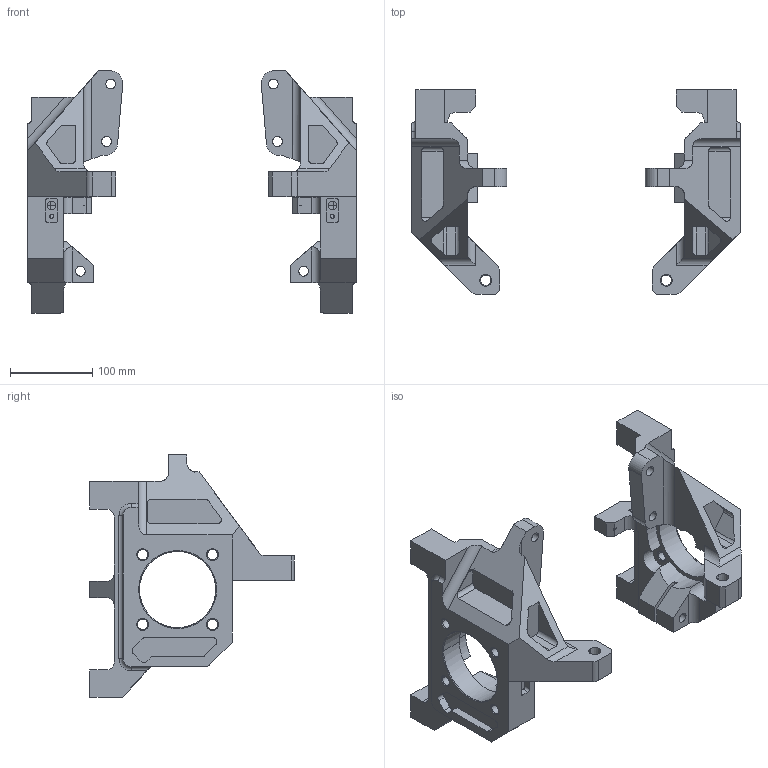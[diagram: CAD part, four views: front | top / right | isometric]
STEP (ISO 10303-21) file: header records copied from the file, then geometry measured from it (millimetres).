
FILE_DESCRIPTION(('CATIA V5 STEP','CAx-IF Rec.Pracs.--- Model Styling and Organization---1.4--- 2014-01-23','CAx-IF Rec.Pracs.--- Geometric and Assembly Validation Properties ---4.2---2014-10-09','CAx-IF Rec.Pracs.---3D Tessellated Data Validation Properties---0.5---2014-09-14'),'2;1');
FILE_NAME('PIVOTS_EVOGTR.stp','2021-03-15T08:53:36+00:00',('SAFRAN AIRCRAFT ENGINES'),('SAFRAN'),'CATIA Version 5-6 Release 2018 SP4 HF16','CATIA V5 STEP AP242','none');
FILE_SCHEMA(('AP242_MANAGED_MODEL_BASED_3D_ENGINEERING_MIM_LF {1 0 10303 442 1 1 4}'));
Length unit declared in the file: millimetre
Products named in the file (1): PIVOTS_EVOGTR
Bounding box: 400 x 249 x 295 mm (x, y, z)
Volume: 2737705.7 mm3; surface area: 343999.9 mm2
Topology: 2 solids, 2 shells, 396 faces, 1114 edges, 716 vertices
Faces by surface type: plane 170, cylinder 166, torus 44, cone 16
Entity records: 13015 total; most frequent: CARTESIAN_POINT 3118, ORIENTED_EDGE 2204, DIRECTION 1620, EDGE_CURVE 1102, VERTEX_POINT 716, AXIS2_PLACEMENT_3D 689, VECTOR 622, LINE 622
